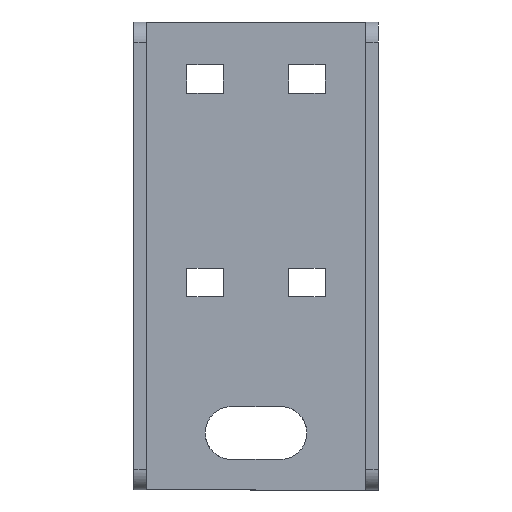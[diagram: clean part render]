
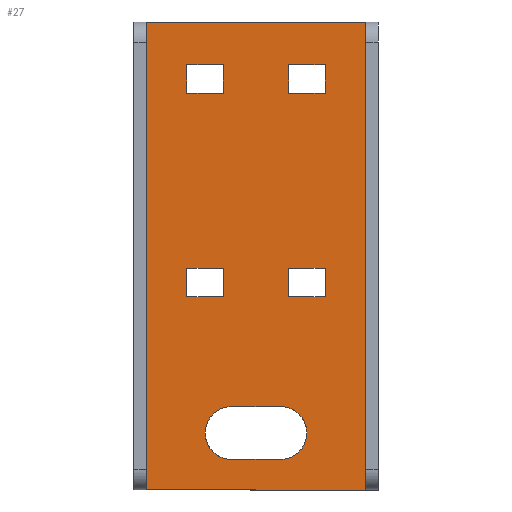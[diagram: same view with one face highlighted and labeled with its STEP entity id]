
A CAD part, front view. The second image highlights one B-rep face of the part: STEP entity #27.
In plain terms, the highlighted planar face has unit normal (0, -1, 0).
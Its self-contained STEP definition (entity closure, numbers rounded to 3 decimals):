
#14=FACE_BOUND('',#100,.T.);
#15=FACE_BOUND('',#101,.T.);
#16=FACE_BOUND('',#102,.T.);
#17=FACE_BOUND('',#103,.T.);
#18=FACE_BOUND('',#104,.T.);
#27=ADVANCED_FACE('',(#63,#14,#15,#16,#17,#18),#629,.T.);
#63=FACE_OUTER_BOUND('',#99,.T.);
#99=EDGE_LOOP('',(#164,#165,#166,#167));
#100=EDGE_LOOP('',(#168,#169,#170,#171));
#101=EDGE_LOOP('',(#172,#173,#174,#175));
#102=EDGE_LOOP('',(#176,#177,#178,#179,#180,#181));
#103=EDGE_LOOP('',(#182,#183,#184,#185));
#104=EDGE_LOOP('',(#186,#187,#188,#189));
#164=ORIENTED_EDGE('',*,*,#353,.T.);
#165=ORIENTED_EDGE('',*,*,#382,.F.);
#166=ORIENTED_EDGE('',*,*,#360,.T.);
#167=ORIENTED_EDGE('',*,*,#363,.T.);
#168=ORIENTED_EDGE('',*,*,#367,.T.);
#169=ORIENTED_EDGE('',*,*,#364,.T.);
#170=ORIENTED_EDGE('',*,*,#365,.T.);
#171=ORIENTED_EDGE('',*,*,#366,.T.);
#172=ORIENTED_EDGE('',*,*,#371,.T.);
#173=ORIENTED_EDGE('',*,*,#368,.T.);
#174=ORIENTED_EDGE('',*,*,#369,.T.);
#175=ORIENTED_EDGE('',*,*,#370,.T.);
#176=ORIENTED_EDGE('',*,*,#443,.T.);
#177=ORIENTED_EDGE('',*,*,#372,.T.);
#178=ORIENTED_EDGE('',*,*,#420,.T.);
#179=ORIENTED_EDGE('',*,*,#440,.T.);
#180=ORIENTED_EDGE('',*,*,#373,.T.);
#181=ORIENTED_EDGE('',*,*,#424,.T.);
#182=ORIENTED_EDGE('',*,*,#377,.T.);
#183=ORIENTED_EDGE('',*,*,#374,.T.);
#184=ORIENTED_EDGE('',*,*,#375,.T.);
#185=ORIENTED_EDGE('',*,*,#376,.T.);
#186=ORIENTED_EDGE('',*,*,#381,.T.);
#187=ORIENTED_EDGE('',*,*,#378,.T.);
#188=ORIENTED_EDGE('',*,*,#379,.T.);
#189=ORIENTED_EDGE('',*,*,#380,.T.);
#353=EDGE_CURVE('',#557,#556,#471,.T.);
#360=EDGE_CURVE('',#564,#563,#478,.T.);
#363=EDGE_CURVE('',#563,#557,#481,.T.);
#364=EDGE_CURVE('',#568,#569,#482,.T.);
#365=EDGE_CURVE('',#569,#570,#483,.T.);
#366=EDGE_CURVE('',#570,#571,#484,.T.);
#367=EDGE_CURVE('',#571,#568,#485,.T.);
#368=EDGE_CURVE('',#572,#573,#486,.T.);
#369=EDGE_CURVE('',#573,#574,#487,.T.);
#370=EDGE_CURVE('',#574,#575,#488,.T.);
#371=EDGE_CURVE('',#575,#572,#489,.T.);
#372=EDGE_CURVE('',#576,#577,#490,.T.);
#373=EDGE_CURVE('',#579,#580,#491,.T.);
#374=EDGE_CURVE('',#582,#583,#492,.T.);
#375=EDGE_CURVE('',#583,#584,#493,.T.);
#376=EDGE_CURVE('',#584,#585,#494,.T.);
#377=EDGE_CURVE('',#585,#582,#495,.T.);
#378=EDGE_CURVE('',#586,#587,#496,.T.);
#379=EDGE_CURVE('',#587,#588,#497,.T.);
#380=EDGE_CURVE('',#588,#589,#498,.T.);
#381=EDGE_CURVE('',#589,#586,#499,.T.);
#382=EDGE_CURVE('',#564,#556,#500,.T.);
#420=EDGE_CURVE('',#577,#578,#456,.T.);
#424=EDGE_CURVE('',#580,#581,#458,.T.);
#440=EDGE_CURVE('',#578,#579,#460,.T.);
#443=EDGE_CURVE('',#581,#576,#463,.T.);
#456=(
BOUNDED_CURVE()
B_SPLINE_CURVE(2,(#1200,#1201,#1202),.UNSPECIFIED.,.F.,.F.)
B_SPLINE_CURVE_WITH_KNOTS((3,3),(0.,10.21),.UNSPECIFIED.)
CURVE()
GEOMETRIC_REPRESENTATION_ITEM()
RATIONAL_B_SPLINE_CURVE((1.,0.707,1.))
REPRESENTATION_ITEM('')
);
#458=(
BOUNDED_CURVE()
B_SPLINE_CURVE(2,(#1210,#1211,#1212),.UNSPECIFIED.,.F.,.F.)
B_SPLINE_CURVE_WITH_KNOTS((3,3),(0.,10.21),.UNSPECIFIED.)
CURVE()
GEOMETRIC_REPRESENTATION_ITEM()
RATIONAL_B_SPLINE_CURVE((1.,0.707,1.))
REPRESENTATION_ITEM('')
);
#460=(
BOUNDED_CURVE()
B_SPLINE_CURVE(2,(#1244,#1245,#1246),.UNSPECIFIED.,.F.,.F.)
B_SPLINE_CURVE_WITH_KNOTS((3,3),(0.,10.21),.UNSPECIFIED.)
CURVE()
GEOMETRIC_REPRESENTATION_ITEM()
RATIONAL_B_SPLINE_CURVE((1.,0.707,1.))
REPRESENTATION_ITEM('')
);
#463=(
BOUNDED_CURVE()
B_SPLINE_CURVE(2,(#1253,#1254,#1255),.UNSPECIFIED.,.F.,.F.)
B_SPLINE_CURVE_WITH_KNOTS((3,3),(0.,10.21),.UNSPECIFIED.)
CURVE()
GEOMETRIC_REPRESENTATION_ITEM()
RATIONAL_B_SPLINE_CURVE((1.,0.707,1.))
REPRESENTATION_ITEM('')
);
#471=B_SPLINE_CURVE_WITH_KNOTS('',1,(#1058,#1059),.UNSPECIFIED.,.F.,.F.,
(2,2),(9.,48.273),.UNSPECIFIED.);
#478=B_SPLINE_CURVE_WITH_KNOTS('',1,(#1072,#1073),.UNSPECIFIED.,.F.,.F.,
(2,2),(6.,45.273),.UNSPECIFIED.);
#481=B_SPLINE_CURVE_WITH_KNOTS('',1,(#1078,#1079),.UNSPECIFIED.,.F.,.F.,
(2,2),(20.501,135.501),.UNSPECIFIED.);
#482=B_SPLINE_CURVE_WITH_KNOTS('',1,(#1080,#1081),.UNSPECIFIED.,.F.,.F.,
(2,2),(-7.,0.),.UNSPECIFIED.);
#483=B_SPLINE_CURVE_WITH_KNOTS('',1,(#1082,#1083),.UNSPECIFIED.,.F.,.F.,
(2,2),(-9.,0.),.UNSPECIFIED.);
#484=B_SPLINE_CURVE_WITH_KNOTS('',1,(#1084,#1085),.UNSPECIFIED.,.F.,.F.,
(2,2),(-7.,0.),.UNSPECIFIED.);
#485=B_SPLINE_CURVE_WITH_KNOTS('',1,(#1086,#1087),.UNSPECIFIED.,.F.,.F.,
(2,2),(-9.,0.),.UNSPECIFIED.);
#486=B_SPLINE_CURVE_WITH_KNOTS('',1,(#1088,#1089),.UNSPECIFIED.,.F.,.F.,
(2,2),(-7.,0.),.UNSPECIFIED.);
#487=B_SPLINE_CURVE_WITH_KNOTS('',1,(#1090,#1091),.UNSPECIFIED.,.F.,.F.,
(2,2),(-9.,0.),.UNSPECIFIED.);
#488=B_SPLINE_CURVE_WITH_KNOTS('',1,(#1092,#1093),.UNSPECIFIED.,.F.,.F.,
(2,2),(-7.,0.),.UNSPECIFIED.);
#489=B_SPLINE_CURVE_WITH_KNOTS('',1,(#1094,#1095),.UNSPECIFIED.,.F.,.F.,
(2,2),(-9.,0.),.UNSPECIFIED.);
#490=B_SPLINE_CURVE_WITH_KNOTS('',1,(#1096,#1097),.UNSPECIFIED.,.F.,.F.,
(2,2),(-12.,0.),.UNSPECIFIED.);
#491=B_SPLINE_CURVE_WITH_KNOTS('',1,(#1098,#1099),.UNSPECIFIED.,.F.,.F.,
(2,2),(-12.,0.),.UNSPECIFIED.);
#492=B_SPLINE_CURVE_WITH_KNOTS('',1,(#1100,#1101),.UNSPECIFIED.,.F.,.F.,
(2,2),(-9.,0.),.UNSPECIFIED.);
#493=B_SPLINE_CURVE_WITH_KNOTS('',1,(#1102,#1103),.UNSPECIFIED.,.F.,.F.,
(2,2),(-7.,0.),.UNSPECIFIED.);
#494=B_SPLINE_CURVE_WITH_KNOTS('',1,(#1104,#1105),.UNSPECIFIED.,.F.,.F.,
(2,2),(-9.,0.),.UNSPECIFIED.);
#495=B_SPLINE_CURVE_WITH_KNOTS('',1,(#1106,#1107),.UNSPECIFIED.,.F.,.F.,
(2,2),(-7.,0.),.UNSPECIFIED.);
#496=B_SPLINE_CURVE_WITH_KNOTS('',1,(#1108,#1109),.UNSPECIFIED.,.F.,.F.,
(2,2),(-7.,0.),.UNSPECIFIED.);
#497=B_SPLINE_CURVE_WITH_KNOTS('',1,(#1110,#1111),.UNSPECIFIED.,.F.,.F.,
(2,2),(-9.,0.),.UNSPECIFIED.);
#498=B_SPLINE_CURVE_WITH_KNOTS('',1,(#1112,#1113),.UNSPECIFIED.,.F.,.F.,
(2,2),(-7.,0.),.UNSPECIFIED.);
#499=B_SPLINE_CURVE_WITH_KNOTS('',1,(#1114,#1115),.UNSPECIFIED.,.F.,.F.,
(2,2),(-9.,0.),.UNSPECIFIED.);
#500=B_SPLINE_CURVE_WITH_KNOTS('',1,(#1116,#1117),.UNSPECIFIED.,.F.,.F.,
(2,2),(34.001,149.001),.UNSPECIFIED.);
#556=VERTEX_POINT('',#982);
#557=VERTEX_POINT('',#983);
#563=VERTEX_POINT('',#989);
#564=VERTEX_POINT('',#990);
#568=VERTEX_POINT('',#994);
#569=VERTEX_POINT('',#995);
#570=VERTEX_POINT('',#996);
#571=VERTEX_POINT('',#997);
#572=VERTEX_POINT('',#998);
#573=VERTEX_POINT('',#999);
#574=VERTEX_POINT('',#1000);
#575=VERTEX_POINT('',#1001);
#576=VERTEX_POINT('',#1002);
#577=VERTEX_POINT('',#1003);
#578=VERTEX_POINT('',#1004);
#579=VERTEX_POINT('',#1005);
#580=VERTEX_POINT('',#1006);
#581=VERTEX_POINT('',#1007);
#582=VERTEX_POINT('',#1008);
#583=VERTEX_POINT('',#1009);
#584=VERTEX_POINT('',#1010);
#585=VERTEX_POINT('',#1011);
#586=VERTEX_POINT('',#1012);
#587=VERTEX_POINT('',#1013);
#588=VERTEX_POINT('',#1014);
#589=VERTEX_POINT('',#1015);
#629=PLANE('',#745);
#745=AXIS2_PLACEMENT_3D('',#807,#776,$);
#776=DIRECTION('',(0.,-1.,0.));
#807=CARTESIAN_POINT('',(69.608,17.,153.501));
#982=CARTESIAN_POINT('',(57.,17.,0.));
#983=CARTESIAN_POINT('',(3.,17.,0.));
#989=CARTESIAN_POINT('',(3.,17.,115.));
#990=CARTESIAN_POINT('',(57.,17.,115.));
#994=CARTESIAN_POINT('',(13.,17.,97.5));
#995=CARTESIAN_POINT('',(13.,17.,104.5));
#996=CARTESIAN_POINT('',(22.,17.,104.5));
#997=CARTESIAN_POINT('',(22.,17.,97.5));
#998=CARTESIAN_POINT('',(22.,17.,54.5));
#999=CARTESIAN_POINT('',(22.,17.,47.5));
#1000=CARTESIAN_POINT('',(13.,17.,47.5));
#1001=CARTESIAN_POINT('',(13.,17.,54.5));
#1002=CARTESIAN_POINT('',(36.,17.,7.5));
#1003=CARTESIAN_POINT('',(24.,17.,7.5));
#1004=CARTESIAN_POINT('',(17.5,17.,14.));
#1005=CARTESIAN_POINT('',(24.,17.,20.5));
#1006=CARTESIAN_POINT('',(36.,17.,20.5));
#1007=CARTESIAN_POINT('',(42.5,17.,14.));
#1008=CARTESIAN_POINT('',(38.,17.,54.5));
#1009=CARTESIAN_POINT('',(47.,17.,54.5));
#1010=CARTESIAN_POINT('',(47.,17.,47.5));
#1011=CARTESIAN_POINT('',(38.,17.,47.5));
#1012=CARTESIAN_POINT('',(47.,17.,104.5));
#1013=CARTESIAN_POINT('',(47.,17.,97.5));
#1014=CARTESIAN_POINT('',(38.,17.,97.5));
#1015=CARTESIAN_POINT('',(38.,17.,104.5));
#1058=CARTESIAN_POINT('',(3.,17.,0.));
#1059=CARTESIAN_POINT('',(57.,17.,0.));
#1072=CARTESIAN_POINT('',(57.,17.,115.));
#1073=CARTESIAN_POINT('',(3.,17.,115.));
#1078=CARTESIAN_POINT('',(3.,17.,115.));
#1079=CARTESIAN_POINT('',(3.,17.,0.));
#1080=CARTESIAN_POINT('',(13.,17.,97.5));
#1081=CARTESIAN_POINT('',(13.,17.,104.5));
#1082=CARTESIAN_POINT('',(13.,17.,104.5));
#1083=CARTESIAN_POINT('',(22.,17.,104.5));
#1084=CARTESIAN_POINT('',(22.,17.,104.5));
#1085=CARTESIAN_POINT('',(22.,17.,97.5));
#1086=CARTESIAN_POINT('',(22.,17.,97.5));
#1087=CARTESIAN_POINT('',(13.,17.,97.5));
#1088=CARTESIAN_POINT('',(22.,17.,54.5));
#1089=CARTESIAN_POINT('',(22.,17.,47.5));
#1090=CARTESIAN_POINT('',(22.,17.,47.5));
#1091=CARTESIAN_POINT('',(13.,17.,47.5));
#1092=CARTESIAN_POINT('',(13.,17.,47.5));
#1093=CARTESIAN_POINT('',(13.,17.,54.5));
#1094=CARTESIAN_POINT('',(13.,17.,54.5));
#1095=CARTESIAN_POINT('',(22.,17.,54.5));
#1096=CARTESIAN_POINT('',(36.,17.,7.5));
#1097=CARTESIAN_POINT('',(24.,17.,7.5));
#1098=CARTESIAN_POINT('',(24.,17.,20.5));
#1099=CARTESIAN_POINT('',(36.,17.,20.5));
#1100=CARTESIAN_POINT('',(38.,17.,54.5));
#1101=CARTESIAN_POINT('',(47.,17.,54.5));
#1102=CARTESIAN_POINT('',(47.,17.,54.5));
#1103=CARTESIAN_POINT('',(47.,17.,47.5));
#1104=CARTESIAN_POINT('',(47.,17.,47.5));
#1105=CARTESIAN_POINT('',(38.,17.,47.5));
#1106=CARTESIAN_POINT('',(38.,17.,47.5));
#1107=CARTESIAN_POINT('',(38.,17.,54.5));
#1108=CARTESIAN_POINT('',(47.,17.,104.5));
#1109=CARTESIAN_POINT('',(47.,17.,97.5));
#1110=CARTESIAN_POINT('',(47.,17.,97.5));
#1111=CARTESIAN_POINT('',(38.,17.,97.5));
#1112=CARTESIAN_POINT('',(38.,17.,97.5));
#1113=CARTESIAN_POINT('',(38.,17.,104.5));
#1114=CARTESIAN_POINT('',(38.,17.,104.5));
#1115=CARTESIAN_POINT('',(47.,17.,104.5));
#1116=CARTESIAN_POINT('',(57.,17.,115.));
#1117=CARTESIAN_POINT('',(57.,17.,0.));
#1200=CARTESIAN_POINT('',(24.,17.,7.5));
#1201=CARTESIAN_POINT('',(17.5,17.,7.5));
#1202=CARTESIAN_POINT('',(17.5,17.,14.));
#1210=CARTESIAN_POINT('',(36.,17.,20.5));
#1211=CARTESIAN_POINT('',(42.5,17.,20.5));
#1212=CARTESIAN_POINT('',(42.5,17.,14.));
#1244=CARTESIAN_POINT('',(17.5,17.,14.));
#1245=CARTESIAN_POINT('',(17.5,17.,20.5));
#1246=CARTESIAN_POINT('',(24.,17.,20.5));
#1253=CARTESIAN_POINT('',(42.5,17.,14.));
#1254=CARTESIAN_POINT('',(42.5,17.,7.5));
#1255=CARTESIAN_POINT('',(36.,17.,7.5));
